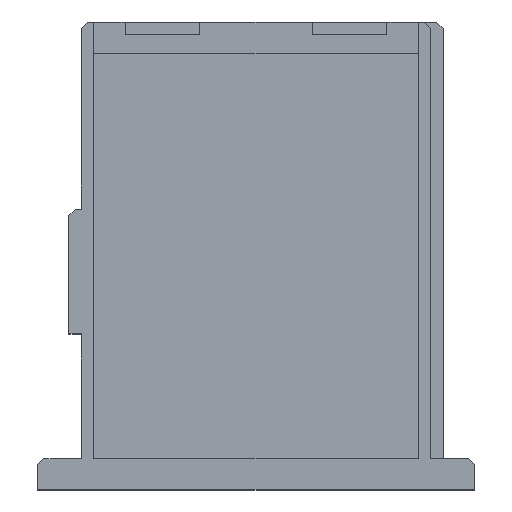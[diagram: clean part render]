
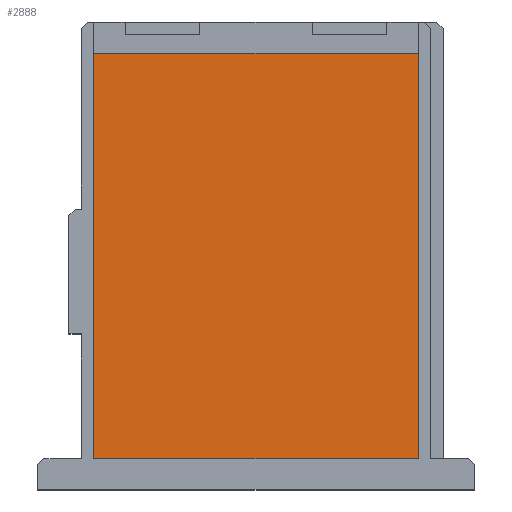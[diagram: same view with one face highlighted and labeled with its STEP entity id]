
A CAD part, top view. The second image highlights one B-rep face of the part: STEP entity #2888.
In plain terms, the highlighted planar face has unit normal (0, 0, 1).
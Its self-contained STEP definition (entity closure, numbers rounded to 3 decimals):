
#932 = PLANE('',#933);
#933 = AXIS2_PLACEMENT_3D('',#934,#935,#936);
#934 = CARTESIAN_POINT('',(61.,70.,20.));
#935 = DIRECTION('',(-1.,0.,0.));
#936 = DIRECTION('',(0.,-1.,0.));
#960 = PLANE('',#961);
#961 = AXIS2_PLACEMENT_3D('',#962,#963,#964);
#962 = CARTESIAN_POINT('',(61.,5.,20.));
#963 = DIRECTION('',(0.,1.,0.));
#964 = DIRECTION('',(-1.,0.,0.));
#988 = PLANE('',#989);
#989 = AXIS2_PLACEMENT_3D('',#990,#991,#992);
#990 = CARTESIAN_POINT('',(9.,5.,20.));
#991 = DIRECTION('',(1.,0.,0.));
#992 = DIRECTION('',(0.,1.,0.));
#2252 = VERTEX_POINT('',#2253);
#2253 = CARTESIAN_POINT('',(9.,5.,1.));
#2274 = EDGE_CURVE('',#2252,#2275,#2277,.T.);
#2275 = VERTEX_POINT('',#2276);
#2276 = CARTESIAN_POINT('',(9.,70.,1.));
#2277 = SURFACE_CURVE('',#2278,(#2282,#2289),.PCURVE_S1.);
#2278 = LINE('',#2279,#2280);
#2279 = CARTESIAN_POINT('',(9.,5.,1.));
#2280 = VECTOR('',#2281,1.);
#2281 = DIRECTION('',(0.,1.,0.));
#2282 = PCURVE('',#988,#2283);
#2283 = DEFINITIONAL_REPRESENTATION('',(#2284),#2288);
#2284 = LINE('',#2285,#2286);
#2285 = CARTESIAN_POINT('',(0.,-19.));
#2286 = VECTOR('',#2287,1.);
#2287 = DIRECTION('',(1.,0.));
#2288 = ( GEOMETRIC_REPRESENTATION_CONTEXT(2) 
PARAMETRIC_REPRESENTATION_CONTEXT() REPRESENTATION_CONTEXT('2D SPACE',''
  ) );
#2289 = PCURVE('',#2290,#2295);
#2290 = PLANE('',#2291);
#2291 = AXIS2_PLACEMENT_3D('',#2292,#2293,#2294);
#2292 = CARTESIAN_POINT('',(35.,37.5,1.));
#2293 = DIRECTION('',(-0.,-0.,-1.));
#2294 = DIRECTION('',(-1.,0.,0.));
#2295 = DEFINITIONAL_REPRESENTATION('',(#2296),#2300);
#2296 = LINE('',#2297,#2298);
#2297 = CARTESIAN_POINT('',(26.,-32.5));
#2298 = VECTOR('',#2299,1.);
#2299 = DIRECTION('',(0.,1.));
#2300 = ( GEOMETRIC_REPRESENTATION_CONTEXT(2) 
PARAMETRIC_REPRESENTATION_CONTEXT() REPRESENTATION_CONTEXT('2D SPACE',''
  ) );
#2316 = PLANE('',#2317);
#2317 = AXIS2_PLACEMENT_3D('',#2318,#2319,#2320);
#2318 = CARTESIAN_POINT('',(9.,70.,20.));
#2319 = DIRECTION('',(0.,-1.,0.));
#2320 = DIRECTION('',(1.,0.,0.));
#2335 = VERTEX_POINT('',#2336);
#2336 = CARTESIAN_POINT('',(61.,70.,1.));
#2357 = EDGE_CURVE('',#2335,#2358,#2360,.T.);
#2358 = VERTEX_POINT('',#2359);
#2359 = CARTESIAN_POINT('',(61.,5.,1.));
#2360 = SURFACE_CURVE('',#2361,(#2365,#2372),.PCURVE_S1.);
#2361 = LINE('',#2362,#2363);
#2362 = CARTESIAN_POINT('',(61.,70.,1.));
#2363 = VECTOR('',#2364,1.);
#2364 = DIRECTION('',(0.,-1.,0.));
#2365 = PCURVE('',#932,#2366);
#2366 = DEFINITIONAL_REPRESENTATION('',(#2367),#2371);
#2367 = LINE('',#2368,#2369);
#2368 = CARTESIAN_POINT('',(0.,-19.));
#2369 = VECTOR('',#2370,1.);
#2370 = DIRECTION('',(1.,0.));
#2371 = ( GEOMETRIC_REPRESENTATION_CONTEXT(2) 
PARAMETRIC_REPRESENTATION_CONTEXT() REPRESENTATION_CONTEXT('2D SPACE',''
  ) );
#2372 = PCURVE('',#2290,#2373);
#2373 = DEFINITIONAL_REPRESENTATION('',(#2374),#2378);
#2374 = LINE('',#2375,#2376);
#2375 = CARTESIAN_POINT('',(-26.,32.5));
#2376 = VECTOR('',#2377,1.);
#2377 = DIRECTION('',(0.,-1.));
#2378 = ( GEOMETRIC_REPRESENTATION_CONTEXT(2) 
PARAMETRIC_REPRESENTATION_CONTEXT() REPRESENTATION_CONTEXT('2D SPACE',''
  ) );
#2406 = EDGE_CURVE('',#2358,#2252,#2407,.T.);
#2407 = SURFACE_CURVE('',#2408,(#2412,#2419),.PCURVE_S1.);
#2408 = LINE('',#2409,#2410);
#2409 = CARTESIAN_POINT('',(61.,5.,1.));
#2410 = VECTOR('',#2411,1.);
#2411 = DIRECTION('',(-1.,0.,0.));
#2412 = PCURVE('',#960,#2413);
#2413 = DEFINITIONAL_REPRESENTATION('',(#2414),#2418);
#2414 = LINE('',#2415,#2416);
#2415 = CARTESIAN_POINT('',(0.,-19.));
#2416 = VECTOR('',#2417,1.);
#2417 = DIRECTION('',(1.,0.));
#2418 = ( GEOMETRIC_REPRESENTATION_CONTEXT(2) 
PARAMETRIC_REPRESENTATION_CONTEXT() REPRESENTATION_CONTEXT('2D SPACE',''
  ) );
#2419 = PCURVE('',#2290,#2420);
#2420 = DEFINITIONAL_REPRESENTATION('',(#2421),#2425);
#2421 = LINE('',#2422,#2423);
#2422 = CARTESIAN_POINT('',(-26.,-32.5));
#2423 = VECTOR('',#2424,1.);
#2424 = DIRECTION('',(1.,0.));
#2425 = ( GEOMETRIC_REPRESENTATION_CONTEXT(2) 
PARAMETRIC_REPRESENTATION_CONTEXT() REPRESENTATION_CONTEXT('2D SPACE',''
  ) );
#2867 = EDGE_CURVE('',#2275,#2335,#2868,.T.);
#2868 = SURFACE_CURVE('',#2869,(#2873,#2880),.PCURVE_S1.);
#2869 = LINE('',#2870,#2871);
#2870 = CARTESIAN_POINT('',(9.,70.,1.));
#2871 = VECTOR('',#2872,1.);
#2872 = DIRECTION('',(1.,0.,0.));
#2873 = PCURVE('',#2316,#2874);
#2874 = DEFINITIONAL_REPRESENTATION('',(#2875),#2879);
#2875 = LINE('',#2876,#2877);
#2876 = CARTESIAN_POINT('',(0.,-19.));
#2877 = VECTOR('',#2878,1.);
#2878 = DIRECTION('',(1.,0.));
#2879 = ( GEOMETRIC_REPRESENTATION_CONTEXT(2) 
PARAMETRIC_REPRESENTATION_CONTEXT() REPRESENTATION_CONTEXT('2D SPACE',''
  ) );
#2880 = PCURVE('',#2290,#2881);
#2881 = DEFINITIONAL_REPRESENTATION('',(#2882),#2886);
#2882 = LINE('',#2883,#2884);
#2883 = CARTESIAN_POINT('',(26.,32.5));
#2884 = VECTOR('',#2885,1.);
#2885 = DIRECTION('',(-1.,0.));
#2886 = ( GEOMETRIC_REPRESENTATION_CONTEXT(2) 
PARAMETRIC_REPRESENTATION_CONTEXT() REPRESENTATION_CONTEXT('2D SPACE',''
  ) );
#2888 = ADVANCED_FACE('',(#2889),#2290,.F.);
#2889 = FACE_BOUND('',#2890,.F.);
#2890 = EDGE_LOOP('',(#2891,#2892,#2893,#2894));
#2891 = ORIENTED_EDGE('',*,*,#2867,.T.);
#2892 = ORIENTED_EDGE('',*,*,#2357,.T.);
#2893 = ORIENTED_EDGE('',*,*,#2406,.T.);
#2894 = ORIENTED_EDGE('',*,*,#2274,.T.);
